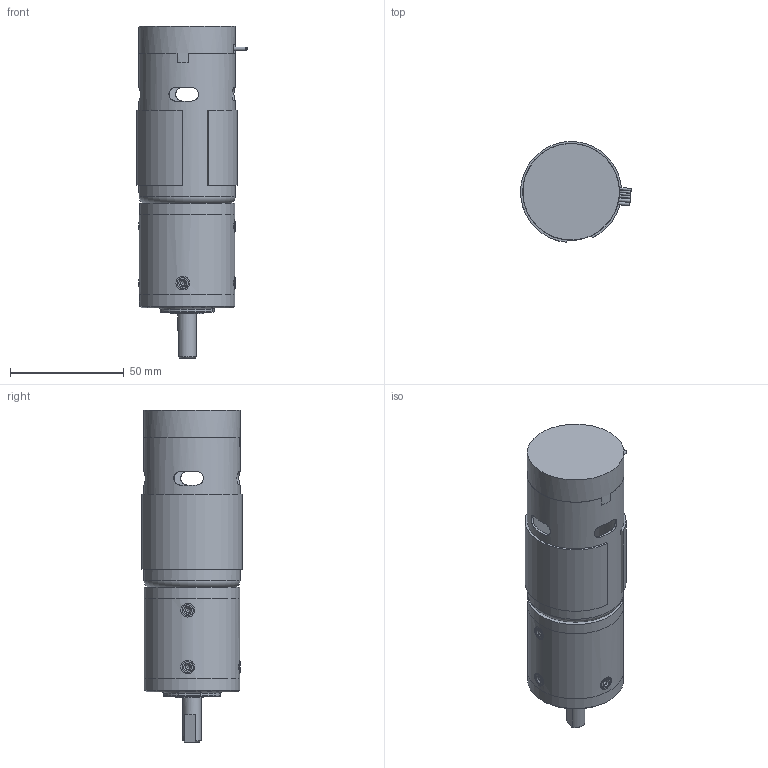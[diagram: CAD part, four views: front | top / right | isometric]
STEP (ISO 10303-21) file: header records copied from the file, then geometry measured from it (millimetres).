
FILE_DESCRIPTION(/* description */ (''),/* implementation_level */ '2;1');
FILE_NAME(/* name */ 'IG42 Planetary Geared Motor with Encoder v1.step',/* time_stamp */ '2019-10-10T08:35:03+08:00',/* author */ (''),/* organization */ (''),/* preprocessor_version */ 'ST-DEVELOPER v18',/* originating_system */ 'Autodesk Translation Framework v8.6.0.1094',/* authorisation */ '');
FILE_SCHEMA (('AUTOMOTIVE_DESIGN { 1 0 10303 214 3 1 1 }'));
Length unit declared in the file: millimetre
Products named in the file (24): IG42 Planetary Geared Motor with Encoder; retaining-ring_3cm1-8; 1; 2; 3; 4; (24300)M3x6; roulement_628_8-2z_2; roulement_628_8-2z_2_01; roulement_628_8-2z_2_02; roulement_628_8-2z_2_03; roulement_628_8-2z_2_04; roulement_628_8-2z_2_05; IG42,PG420,MG49 DC Motor; Part1; Part2; Part3; roulement_625-2z_2; roulement_625-2z_2_01; roulement_625-2z_2_02; roulement_625-2z_2_03; roulement_625-2z_2_04; roulement_625-2z_2_05; Part4
Assembly tree (27 placements, depth 4):
  IG42 Planetary Geared Motor with Encoder
    retaining-ring_3cm1-8
    1
    2
    3
    4
    (24300)M3x6  x5
    roulement_628_8-2z_2
      roulement_628_8-2z_2_01
      roulement_628_8-2z_2_02
      roulement_628_8-2z_2_03
      roulement_628_8-2z_2_04
      roulement_628_8-2z_2_05
    IG42,PG420,MG49 DC Motor
      Part1
      Part2
      Part3
      roulement_625-2z_2
        roulement_625-2z_2_01
        roulement_625-2z_2_02
        roulement_625-2z_2_03
        roulement_625-2z_2_04
        roulement_625-2z_2_05
      Part4
Bounding box: 48.57 x 44.23 x 145.9 mm (x, y, z)
Volume: 86726.7 mm3; surface area: 61190.2 mm2
Topology: 30 solids, 30 shells, 455 faces, 1201 edges, 852 vertices
Faces by surface type: plane 216, cylinder 120, torus 45, cone 43, sphere 21, bspline 10
Full cylindrical faces by diameter (mm): 1 x4, 1.5 x2, 2 x5, 3 x10, 3.2 x9, 4 x2, 4.2 x2, 5 x2, 6 x5, 6.4 x1, 8 x4, 8.4 x2, 8.58 x2, 8.946 x2, 10.1 x2, 10.275 x2, 10.455 x2, 11 x1, 12 x2, 13.22 x2, 13.6 x2, 13.708 x2, 14.2 x2, 14.44 x2, 16 x4, 17.5 x1, 18 x1, 35 x1, 40 x1, 40.4 x2
Entity records: 17495 total; most frequent: CARTESIAN_POINT 7566, DIRECTION 2092, ORIENTED_EDGE 1852, EDGE_CURVE 926, AXIS2_PLACEMENT_3D 916, VERTEX_POINT 688, CIRCLE 528, EDGE_LOOP 462
